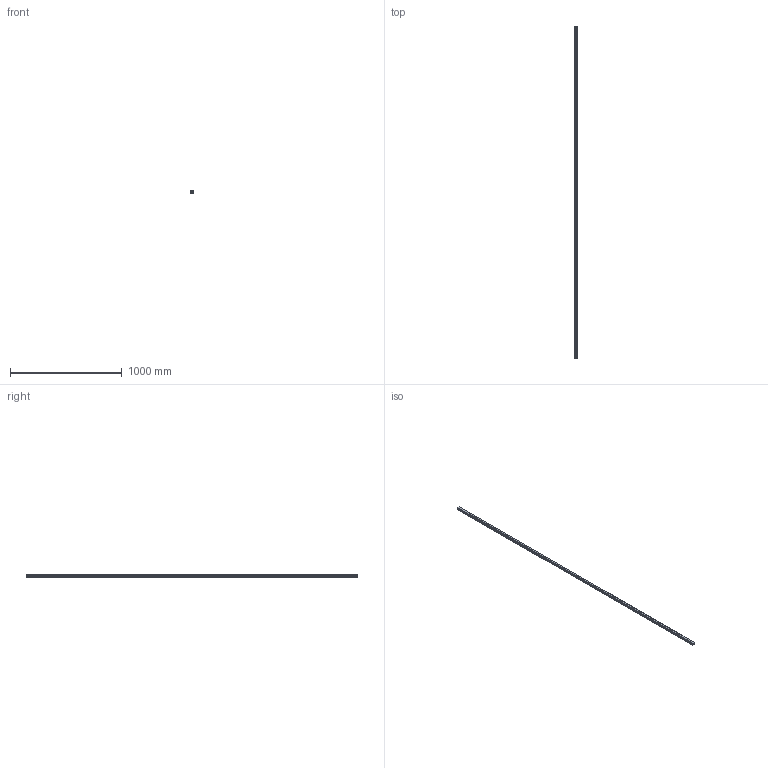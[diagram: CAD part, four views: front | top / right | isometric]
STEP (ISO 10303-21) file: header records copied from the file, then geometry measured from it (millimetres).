
FILE_DESCRIPTION(('STEP AP214'),'1');
FILE_NAME('cctmp_618AAEC8-03A7-45CD-8386-B93C6FD455F9_2021_01_25_11_32_11_0591..stp','2021-01-25T10:32:11',('HIWIN GmbH'),('CADClick - www.CADClick.com'),'Spatial InterOp 3D',' ','unknown authorization');
FILE_SCHEMA(('AUTOMOTIVE_DESIGN'));
Length unit declared in the file: millimetre
Products named in the file (1): HGR25T2970C_FILE
Bounding box: 23 x 2970 x 22 mm (x, y, z)
Volume: 1283968.8 mm3; surface area: 282041.2 mm2
Topology: 1 solids, 1 shells, 461 faces, 1415 edges, 860 vertices
Faces by surface type: plane 239, cylinder 122, cone 100
Entity records: 18985 total; most frequent: DIRECTION 2883, CARTESIAN_POINT 2637, ORIENTED_EDGE 2630, EDGE_CURVE 1315, AXIS2_PLACEMENT_3D 1106, VERTEX_POINT 860, LINE 671, VECTOR 671
